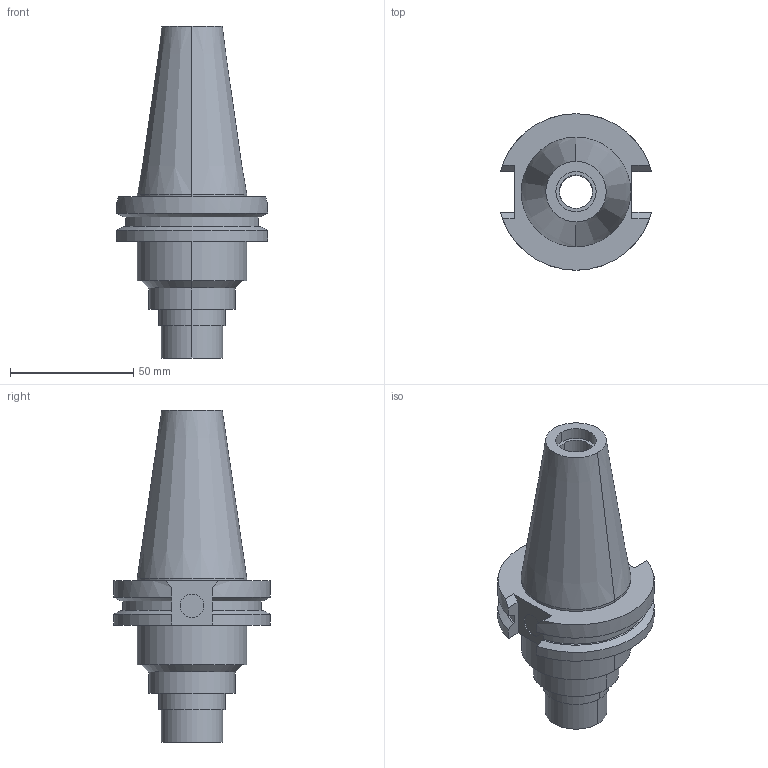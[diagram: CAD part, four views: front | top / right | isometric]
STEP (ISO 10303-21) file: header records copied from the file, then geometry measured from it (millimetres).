
FILE_DESCRIPTION((''),'2;1');
FILE_NAME('BCV40-MEGAER20-3','2018-05-14T',('ykawabe'),(''),'CREO PARAMETRIC BY PTC INC, 2016380','CREO PARAMETRIC BY PTC INC, 2016380','');
FILE_SCHEMA(('AUTOMOTIVE_DESIGN { 1 0 10303 214 1 1 1 1 }'));
Length unit declared in the file: millimetre
Products named in the file (1): BCV40-MEGAER20-3
Bounding box: 61.35 x 63.5 x 134.65 mm (x, y, z)
Volume: 141641.8 mm3; surface area: 27530.1 mm2
Topology: 1 solids, 1 shells, 64 faces, 166 edges, 114 vertices
Faces by surface type: cylinder 28, plane 26, cone 10
Entity records: 2779 total; most frequent: CARTESIAN_POINT 393, DIRECTION 374, ORIENTED_EDGE 332, PRESENTATION_STYLE_ASSIGNMENT 171, STYLED_ITEM 171, CURVE_STYLE 170, EDGE_CURVE 166, AXIS2_PLACEMENT_3D 151
